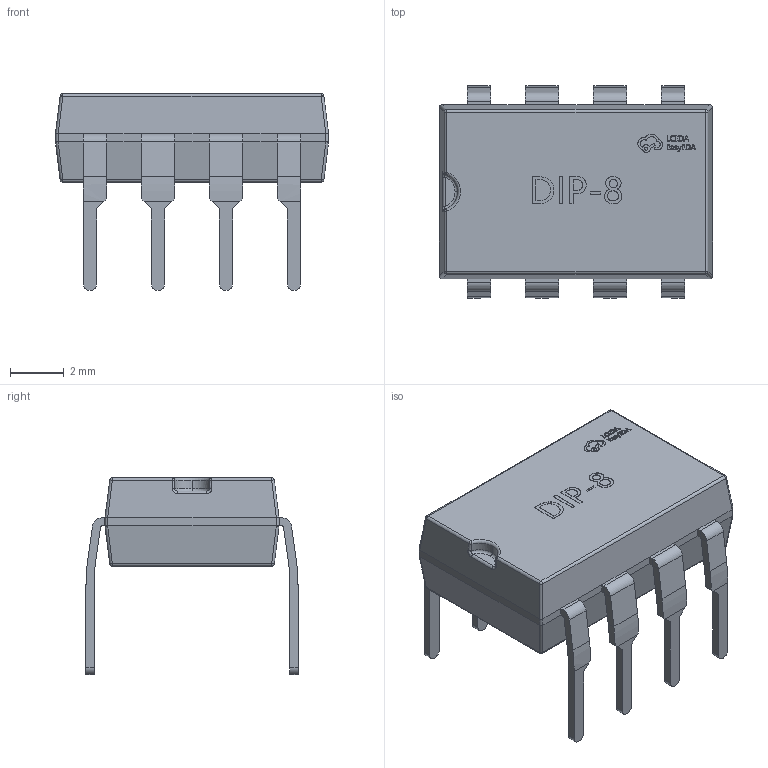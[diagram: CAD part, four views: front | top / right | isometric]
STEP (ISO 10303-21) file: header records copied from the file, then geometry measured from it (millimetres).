
FILE_DESCRIPTION (( 'STEP AP214' ), '1' );
FILE_NAME ('PDIP-8_L10.2-W6.5-P2.54-LS7.6-BL.step', '2022-06-21T14:24:15', ( '' ), ( '' ), 'SwSTEP 2.0', 'SolidWorks 2020', '' );
FILE_SCHEMA (( 'AUTOMOTIVE_DESIGN' ));
Length unit declared in the file: millimetre
Products named in the file (1): PDIP-8_L10.2-W6.5-P2.54-LS7.6-BL
Bounding box: 10.2 x 7.92 x 7.36 mm (x, y, z)
Volume: 220 mm3; surface area: 326.3 mm2
Topology: 1 solids, 1 shells, 574 faces, 1472 edges, 935 vertices
Faces by surface type: plane 349, bspline 140, cylinder 72, sphere 10, torus 3
Entity records: 26218 total; most frequent: CARTESIAN_POINT 7010, ORIENTED_EDGE 2944, DIRECTION 2148, EDGE_CURVE 1472, VECTOR 1002, LINE 1002, VERTEX_POINT 935, EDGE_LOOP 609
